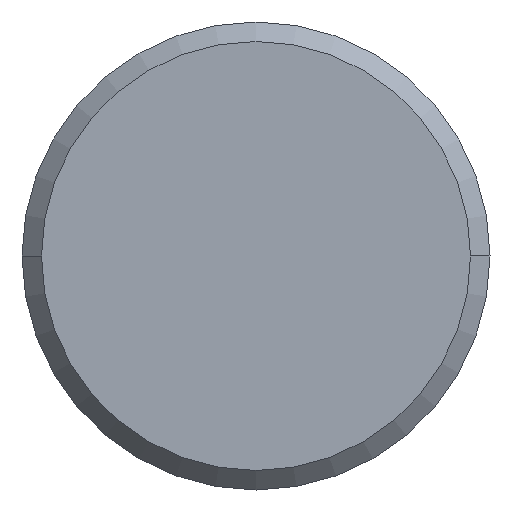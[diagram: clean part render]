
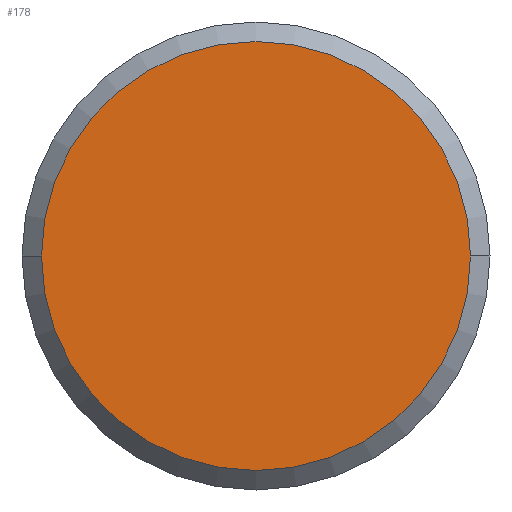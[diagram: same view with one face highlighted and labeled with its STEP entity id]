
A CAD part, left-side view. The second image highlights one B-rep face of the part: STEP entity #178.
In plain terms, the highlighted planar face has unit normal (-1, 0, 0).
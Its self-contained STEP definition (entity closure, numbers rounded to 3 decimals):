
#17 = CARTESIAN_POINT ( 'NONE',  ( -50., 5.5, 0. ) ) ;
#29 = AXIS2_PLACEMENT_3D ( 'NONE', #367, #75, #330 ) ;
#36 = AXIS2_PLACEMENT_3D ( 'NONE', #204, #423, #95 ) ;
#41 = CARTESIAN_POINT ( 'NONE',  ( -50., -5.5, 0. ) ) ;
#75 = DIRECTION ( 'NONE',  ( -1., 0., 0. ) ) ;
#95 = DIRECTION ( 'NONE',  ( 0., 1., 0. ) ) ;
#142 = VERTEX_POINT ( 'NONE', #41 ) ;
#164 = CARTESIAN_POINT ( 'NONE',  ( -50., 0., 0. ) ) ;
#178 = ADVANCED_FACE ( 'NONE', ( #258 ), #321, .T. ) ;
#198 = DIRECTION ( 'NONE',  ( 0., 1., 0. ) ) ;
#204 = CARTESIAN_POINT ( 'NONE',  ( -50., 0., 0. ) ) ;
#208 = CIRCLE ( 'NONE', #36, 5.5 ) ;
#215 = ORIENTED_EDGE ( 'NONE', *, *, #412, .F. ) ;
#258 = FACE_OUTER_BOUND ( 'NONE', #267, .T. ) ;
#267 = EDGE_LOOP ( 'NONE', ( #340, #215 ) ) ;
#286 = AXIS2_PLACEMENT_3D ( 'NONE', #164, #417, #198 ) ;
#311 = EDGE_CURVE ( 'NONE', #391, #142, #336, .T. ) ;
#321 = PLANE ( 'NONE',  #29 ) ;
#330 = DIRECTION ( 'NONE',  ( 0., -1., 0. ) ) ;
#336 = CIRCLE ( 'NONE', #286, 5.5 ) ;
#340 = ORIENTED_EDGE ( 'NONE', *, *, #311, .F. ) ;
#367 = CARTESIAN_POINT ( 'NONE',  ( -50., 0., 0. ) ) ;
#391 = VERTEX_POINT ( 'NONE', #17 ) ;
#412 = EDGE_CURVE ( 'NONE', #142, #391, #208, .T. ) ;
#417 = DIRECTION ( 'NONE',  ( 1., 0., 0. ) ) ;
#423 = DIRECTION ( 'NONE',  ( 1., 0., 0. ) ) ;
